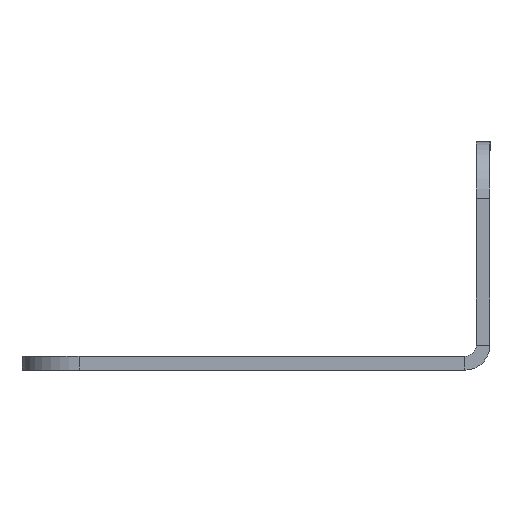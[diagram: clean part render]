
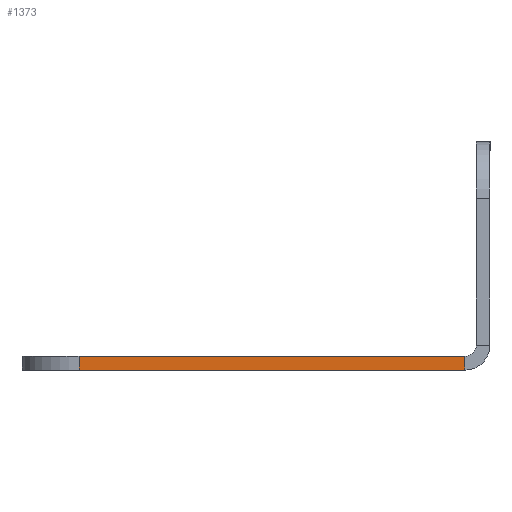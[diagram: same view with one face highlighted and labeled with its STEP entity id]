
A CAD part, left-side view. The second image highlights one B-rep face of the part: STEP entity #1373.
In plain terms, the highlighted planar face has unit normal (-1, 0, 0).
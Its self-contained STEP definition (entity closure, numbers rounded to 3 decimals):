
#31 = CARTESIAN_POINT ( 'NONE',  ( -136.5, 19.4, -1.2 ) ) ;
#140 = LINE ( 'NONE', #1773, #792 ) ;
#279 = VERTEX_POINT ( 'NONE', #472 ) ;
#380 = DIRECTION ( 'NONE',  ( 0., 0., 1. ) ) ;
#472 = CARTESIAN_POINT ( 'NONE',  ( -136.5, 14.4, 0. ) ) ;
#474 = AXIS2_PLACEMENT_3D ( 'NONE', #31, #1465, #933 ) ;
#576 = EDGE_CURVE ( 'NONE', #279, #1857, #140, .T. ) ;
#642 = EDGE_CURVE ( 'NONE', #1857, #1585, #1896, .T. ) ;
#707 = EDGE_LOOP ( 'NONE', ( #1467, #1395, #1653, #962 ) ) ;
#733 = FACE_OUTER_BOUND ( 'NONE', #707, .T. ) ;
#785 = DIRECTION ( 'NONE',  ( 0., -1., 0. ) ) ;
#792 = VECTOR ( 'NONE', #1965, 1000. ) ;
#799 = DIRECTION ( 'NONE',  ( 0., -1., 0. ) ) ;
#919 = VERTEX_POINT ( 'NONE', #1365 ) ;
#933 = DIRECTION ( 'NONE',  ( 0., 0., 1. ) ) ;
#962 = ORIENTED_EDGE ( 'NONE', *, *, #1152, .T. ) ;
#970 = CARTESIAN_POINT ( 'NONE',  ( -136.5, -19.4, -1.2 ) ) ;
#1047 = VECTOR ( 'NONE', #380, 1000. ) ;
#1078 = CARTESIAN_POINT ( 'NONE',  ( -136.5, -19.4, -1.2 ) ) ;
#1152 = EDGE_CURVE ( 'NONE', #1585, #919, #1536, .T. ) ;
#1158 = CARTESIAN_POINT ( 'NONE',  ( -136.5, 19.4, -1.2 ) ) ;
#1213 = VECTOR ( 'NONE', #799, 1000. ) ;
#1220 = CARTESIAN_POINT ( 'NONE',  ( -136.5, 14.4, -1.2 ) ) ;
#1365 = CARTESIAN_POINT ( 'NONE',  ( -136.5, -19.4, 0. ) ) ;
#1373 = ADVANCED_FACE ( 'NONE', ( #733 ), #1787, .T. ) ;
#1395 = ORIENTED_EDGE ( 'NONE', *, *, #576, .T. ) ;
#1449 = VECTOR ( 'NONE', #785, 1000. ) ;
#1458 = EDGE_CURVE ( 'NONE', #279, #919, #1973, .T. ) ;
#1465 = DIRECTION ( 'NONE',  ( -1., 0., 0. ) ) ;
#1467 = ORIENTED_EDGE ( 'NONE', *, *, #1458, .F. ) ;
#1536 = LINE ( 'NONE', #1078, #1047 ) ;
#1585 = VERTEX_POINT ( 'NONE', #970 ) ;
#1653 = ORIENTED_EDGE ( 'NONE', *, *, #642, .T. ) ;
#1773 = CARTESIAN_POINT ( 'NONE',  ( -136.5, 14.4, -1.2 ) ) ;
#1787 = PLANE ( 'NONE',  #474 ) ;
#1835 = CARTESIAN_POINT ( 'NONE',  ( -136.5, 19.4, 0. ) ) ;
#1857 = VERTEX_POINT ( 'NONE', #1220 ) ;
#1896 = LINE ( 'NONE', #1158, #1213 ) ;
#1965 = DIRECTION ( 'NONE',  ( 0., 0., -1. ) ) ;
#1973 = LINE ( 'NONE', #1835, #1449 ) ;
